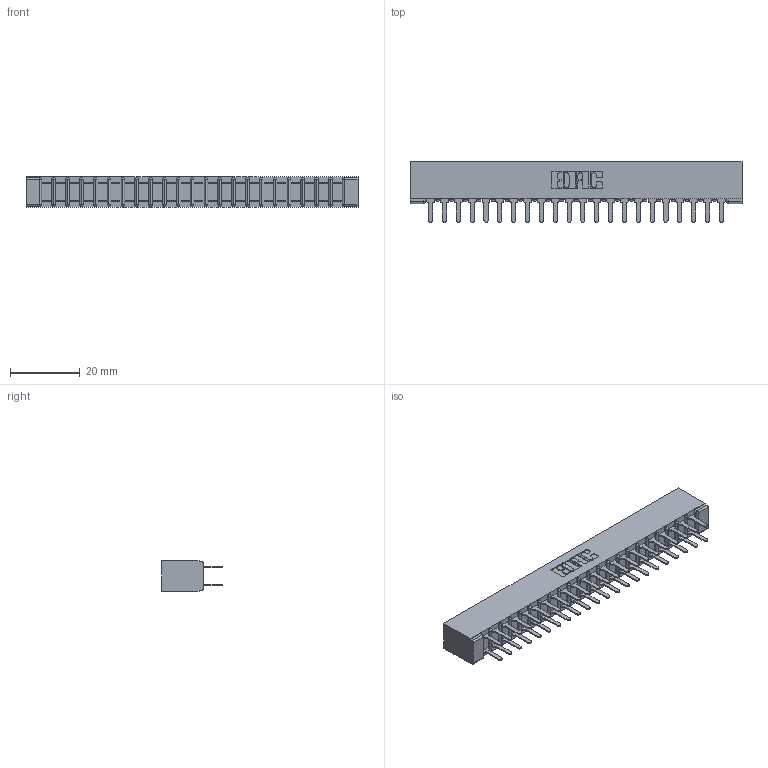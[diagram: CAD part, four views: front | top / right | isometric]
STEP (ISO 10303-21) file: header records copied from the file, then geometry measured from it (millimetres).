
FILE_DESCRIPTION (( 'STEP AP203' ), '1' );
FILE_NAME ('357-044-420-201.STEP', '2020-10-03T23:31:21', ( '' ), ( '' ), 'SwSTEP 2.0', 'SolidWorks 2020', '' );
FILE_SCHEMA (( 'CONFIG_CONTROL_DESIGN' ));
Length unit declared in the file: inch
Products named in the file (3): 307-290-001_520; 307 Part_No Mounting Lugs; 357-044-420-201
Assembly tree (45 placements, depth 2):
  357-044-420-201
    307 Part_No Mounting Lugs
    307-290-001_520  x44
Bounding box: 95.05 x 17.42 x 8.71 mm (x, y, z)
Volume: 6482.4 mm3; surface area: 12041 mm2
Topology: 45 solids, 45 shells, 2157 faces, 6019 edges, 3890 vertices
Faces by surface type: plane 1430, cylinder 681, sphere 46
Entity records: 21720 total; most frequent: CARTESIAN_POINT 3554, ORIENTED_EDGE 3518, DIRECTION 3489, EDGE_CURVE 1759, VECTOR 1343, LINE 1343, VERTEX_POINT 1138, AXIS2_PLACEMENT_3D 1073
